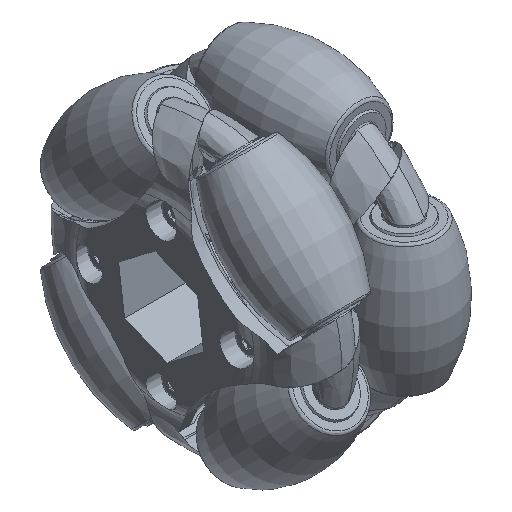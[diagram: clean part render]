
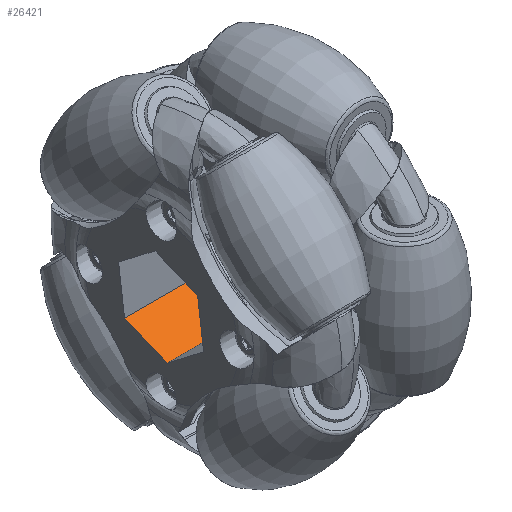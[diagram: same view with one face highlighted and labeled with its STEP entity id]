
A CAD part, isometric view. The second image highlights one B-rep face of the part: STEP entity #26421.
In plain terms, the highlighted face is planar.
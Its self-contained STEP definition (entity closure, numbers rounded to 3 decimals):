
#1956 = VECTOR ( 'NONE', #43544, 1000. ) ;
#3294 = EDGE_CURVE ( 'NONE', #27056, #56360, #57386, .T. ) ;
#3368 = ORIENTED_EDGE ( 'NONE', *, *, #56465, .T. ) ;
#4501 = CARTESIAN_POINT ( 'NONE',  ( 14.288, -0.967, -7.342 ) ) ;
#6909 = DIRECTION ( 'NONE',  ( 0., 0.924, 0.383 ) ) ;
#18942 = ORIENTED_EDGE ( 'NONE', *, *, #3294, .T. ) ;
#20427 = ORIENTED_EDGE ( 'NONE', *, *, #39137, .F. ) ;
#24811 = CARTESIAN_POINT ( 'NONE',  ( 14.827, -0.967, -7.342 ) ) ;
#26421 = ADVANCED_FACE ( 'NONE', ( #43156 ), #57606, .F. ) ;
#27056 = VERTEX_POINT ( 'NONE', #29695 ) ;
#27681 = VECTOR ( 'NONE', #48376, 1000. ) ;
#29695 = CARTESIAN_POINT ( 'NONE',  ( 14.288, -0.967, -7.342 ) ) ;
#30130 = DIRECTION ( 'NONE',  ( -1., 0., 0. ) ) ;
#33006 = EDGE_LOOP ( 'NONE', ( #3368, #20427, #42511, #18942 ) ) ;
#36541 = VERTEX_POINT ( 'NONE', #58039 ) ;
#38053 = CARTESIAN_POINT ( 'NONE',  ( 14.827, 5.875, -4.508 ) ) ;
#39137 = EDGE_CURVE ( 'NONE', #36541, #52620, #54351, .T. ) ;
#39206 = EDGE_CURVE ( 'NONE', #27056, #36541, #53115, .T. ) ;
#40581 = CARTESIAN_POINT ( 'NONE',  ( 14.288, 5.875, -4.508 ) ) ;
#42511 = ORIENTED_EDGE ( 'NONE', *, *, #39206, .F. ) ;
#42720 = VECTOR ( 'NONE', #30130, 1000. ) ;
#43156 = FACE_OUTER_BOUND ( 'NONE', #33006, .T. ) ;
#43544 = DIRECTION ( 'NONE',  ( 0., 0.924, 0.383 ) ) ;
#44379 = DIRECTION ( 'NONE',  ( 0., 0.383, -0.924 ) ) ;
#45426 = CARTESIAN_POINT ( 'NONE',  ( -14.288, 5.875, -4.508 ) ) ;
#48376 = DIRECTION ( 'NONE',  ( 0., 0.924, 0.383 ) ) ;
#48992 = CARTESIAN_POINT ( 'NONE',  ( -14.288, 5.875, -4.508 ) ) ;
#49922 = AXIS2_PLACEMENT_3D ( 'NONE', #59147, #44379, #6909 ) ;
#52620 = VERTEX_POINT ( 'NONE', #45426 ) ;
#53115 = LINE ( 'NONE', #24811, #42720 ) ;
#54351 = LINE ( 'NONE', #48992, #27681 ) ;
#56360 = VERTEX_POINT ( 'NONE', #40581 ) ;
#56465 = EDGE_CURVE ( 'NONE', #56360, #52620, #56621, .T. ) ;
#56621 = LINE ( 'NONE', #38053, #58281 ) ;
#57253 = DIRECTION ( 'NONE',  ( -1., 0., 0. ) ) ;
#57386 = LINE ( 'NONE', #4501, #1956 ) ;
#57606 = PLANE ( 'NONE',  #49922 ) ;
#58039 = CARTESIAN_POINT ( 'NONE',  ( -14.288, -0.967, -7.342 ) ) ;
#58281 = VECTOR ( 'NONE', #57253, 1000. ) ;
#59147 = CARTESIAN_POINT ( 'NONE',  ( 14.827, 5.875, -4.508 ) ) ;
